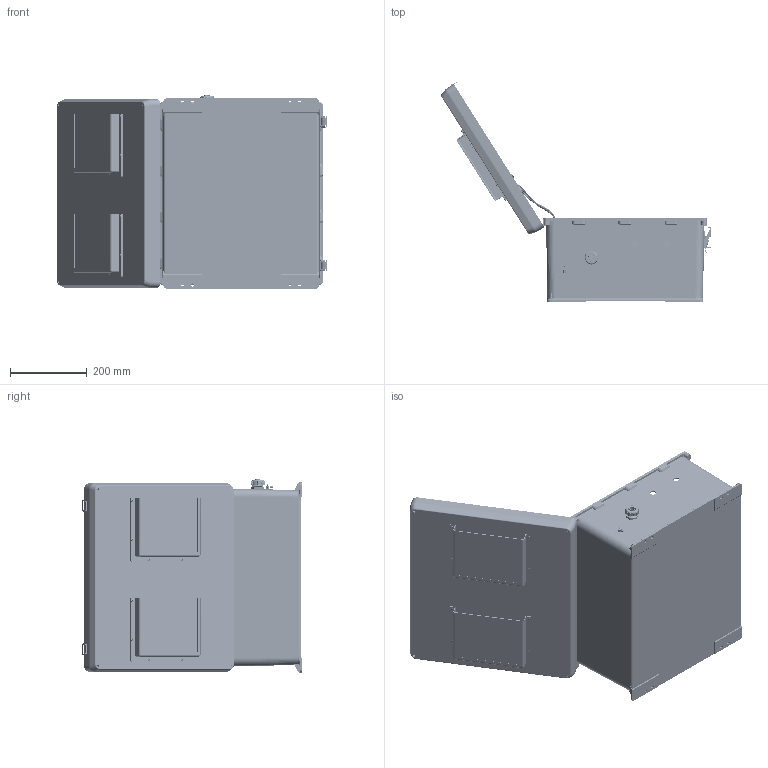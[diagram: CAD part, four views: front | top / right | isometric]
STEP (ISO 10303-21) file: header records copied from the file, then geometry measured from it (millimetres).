
FILE_DESCRIPTION (( 'STEP AP214' ), '1' );
FILE_NAME ('TEF181608-2HF.STEP', '2019-05-09T16:44:43', ( '' ), ( '' ), 'SwSTEP 2.0', 'SolidWorks 2018', '' );
FILE_SCHEMA (( 'AUTOMOTIVE_DESIGN' ));
Length unit declared in the file: inch
Products named in the file (30): XMH-0007; NEMA 18 GroundWire; Fan Screen-120x120 ALUM; XFR-0005; NB181608-Lid-Vented; NB181608-DoorClasp-2; XFS-0026; XFW-0002; XFN-0003; NB181608-Hinge; XCT-0005; TEF181608-2HF; XC-0003; XFS-0017; 10-32 NEMA PLATE SCREW; XFN-0013; XMH-0019; XCTB-0002; MJSCVR; XF685-01; NB181608-Box; NB181608-DoorClasp-1; XHIC-HTR220; 1AM07-189; FanWires-18; XFN-0002; XCT-0010; XF797-02; XM220-01-UL; XCT-0011
Assembly tree (70 placements, depth 2):
  TEF181608-2HF
    NB181608-Box
    NB181608-Hinge  x2
    NB181608-Lid-Vented
    NB181608-DoorClasp-1  x2
    NB181608-DoorClasp-2  x2
    XF685-01
    XMH-0007  x4
    XCTB-0002
    10-32 NEMA PLATE SCREW  x4
    XFN-0013  x2
    XF797-02
    XFS-0017  x5
    XCT-0011
    XCT-0010
    XFN-0003  x2
    XC-0003
    XCT-0005
    XFW-0002
    XFS-0026
    NEMA 18 GroundWire
    XM220-01-UL  x2
    XFN-0002  x8
    Fan Screen-120x120 ALUM  x2
    XMH-0019  x2
    FanWires-18
    XFR-0005  x12
    XHIC-HTR220  x2
    1AM07-189  x2
    MJSCVR  x4
Bounding box: 703.32 x 571.16 x 502.84 mm (x, y, z)
Volume: 4585471.3 mm3; surface area: 2652742.5 mm2
Topology: 79 solids, 80 shells, 8170 faces, 21386 edges, 13476 vertices
Faces by surface type: cylinder 3499, plane 2587, cone 1347, torus 425, bspline 292, sphere 20
Entity records: 195258 total; most frequent: CARTESIAN_POINT 63203, ORIENTED_EDGE 23906, DIRECTION 23086, EDGE_CURVE 11953, AXIS2_PLACEMENT_3D 8623, VERTEX_POINT 7556, LINE 5840, VECTOR 5840
